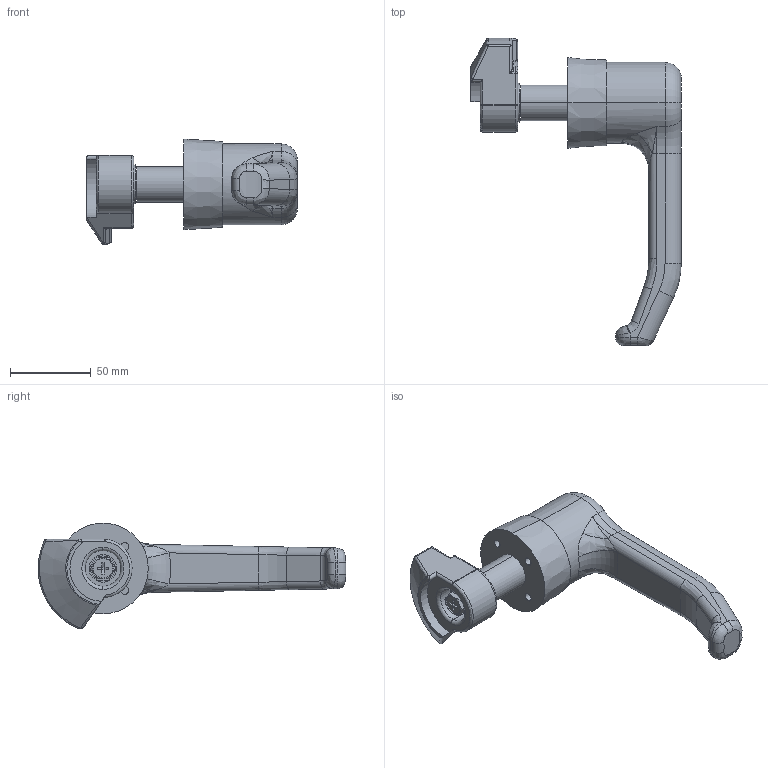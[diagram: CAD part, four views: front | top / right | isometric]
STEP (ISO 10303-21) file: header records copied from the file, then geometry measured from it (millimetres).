
FILE_DESCRIPTION (( 'STEP AP203' ), '1' );
FILE_NAME ('FA-683-R.STEP', '2019-05-17T06:21:41', ( '' ), ( '' ), 'SwSTEP 2.0', 'SolidWorks 2014', '' );
FILE_SCHEMA (( 'CONFIG_CONTROL_DESIGN' ));
Length unit declared in the file: millimetre
Products named in the file (7): FA-683_シャフト; FA-683_ワッシャー; FA-683_ベース_FA-683-R; FA-683-R_止め金; FA-683-R; FA-683_ハンドル; 六角ボルト_内径基準ver1.03_M8x15十字穴付六角ボルト(鉄)ダブルセムス(P3)
Assembly tree (6 placements, depth 2):
  FA-683-R
    FA-683_ベース_FA-683-R
    FA-683_ハンドル
    FA-683_シャフト
    FA-683-R_止め金
    六角ボルト_内径基準ver1.03_M8x15十字穴付六角ボルト(鉄)ダブルセムス(P3)
    FA-683_ワッシャー
Bounding box: 130 x 189.99 x 65.37 mm (x, y, z)
Volume: 262705.3 mm3; surface area: 59101.3 mm2
Topology: 6 solids, 6 shells, 332 faces, 778 edges, 469 vertices
Faces by surface type: plane 112, cylinder 107, bspline 58, torus 27, cone 19, sphere 9
Entity records: 11866 total; most frequent: CARTESIAN_POINT 3984, ORIENTED_EDGE 1536, DIRECTION 1455, EDGE_CURVE 768, AXIS2_PLACEMENT_3D 577, VERTEX_POINT 469, EDGE_LOOP 361, ADVANCED_FACE 332
